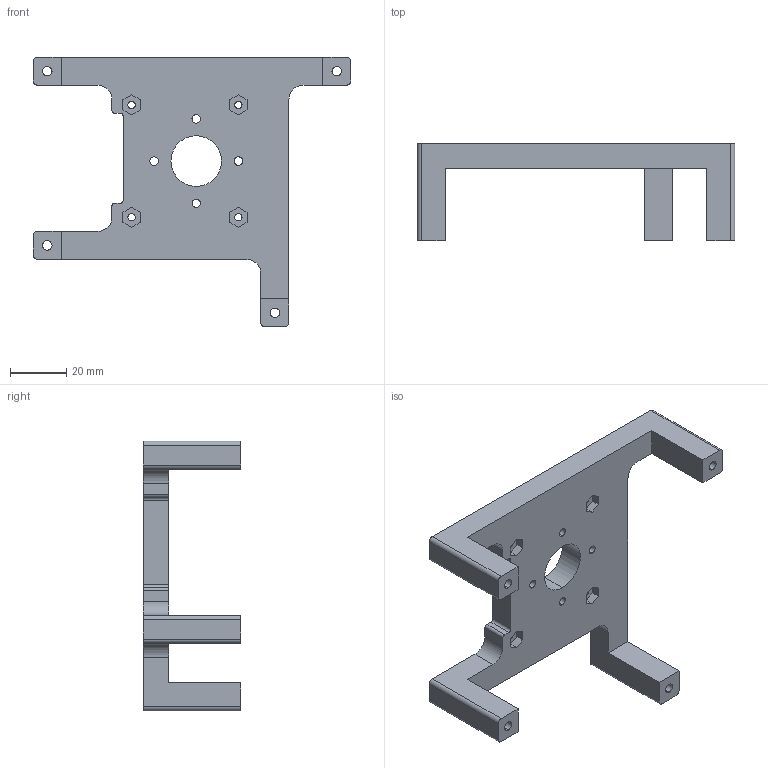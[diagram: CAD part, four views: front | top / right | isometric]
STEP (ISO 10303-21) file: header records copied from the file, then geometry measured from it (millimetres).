
FILE_DESCRIPTION (( 'STEP AP203' ), '1' );
FILE_NAME ('Large Motor Bridge.STEP', '2021-11-17T11:45:32', ( '' ), ( '' ), 'SwSTEP 2.0', 'SolidWorks 2019', '' );
FILE_SCHEMA (( 'CONFIG_CONTROL_DESIGN' ));
Length unit declared in the file: millimetre
Products named in the file (1): Large Motor Bridge
Bounding box: 113 x 34.7 x 96 mm (x, y, z)
Volume: 54099.5 mm3; surface area: 21468.6 mm2
Topology: 1 solids, 1 shells, 132 faces, 366 edges, 244 vertices
Faces by surface type: plane 74, cylinder 58
Entity records: 4375 total; most frequent: DIRECTION 748, CARTESIAN_POINT 743, ORIENTED_EDGE 732, EDGE_CURVE 366, LINE 250, VECTOR 250, AXIS2_PLACEMENT_3D 249, VERTEX_POINT 244
